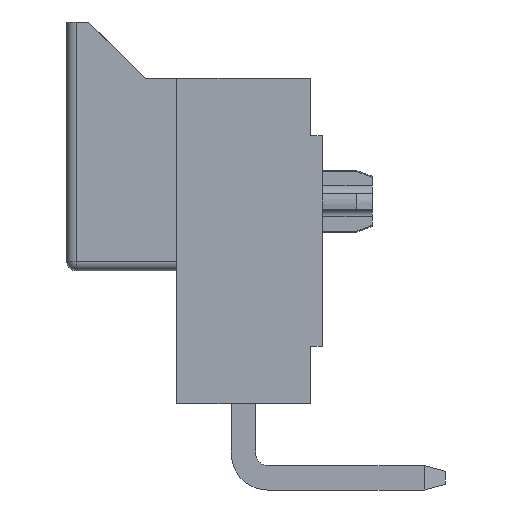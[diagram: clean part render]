
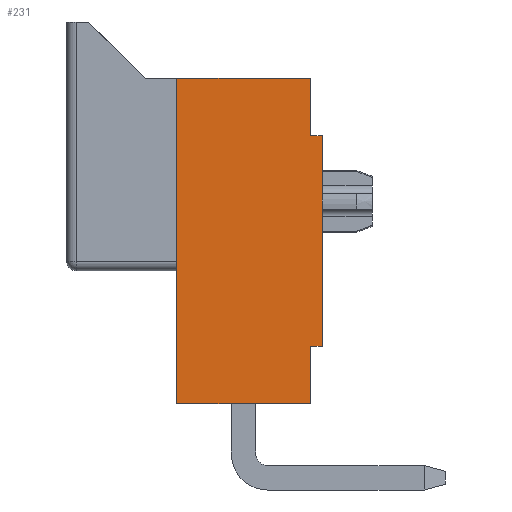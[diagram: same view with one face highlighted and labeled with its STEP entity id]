
A CAD part, left-side view. The second image highlights one B-rep face of the part: STEP entity #231.
In plain terms, the highlighted planar face has unit normal (-1, 0, 0).
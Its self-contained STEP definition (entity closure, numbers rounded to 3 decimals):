
#231 = ADVANCED_FACE( '', ( #574 ), #575, .T. );
#574 = FACE_OUTER_BOUND( '', #972, .T. );
#575 = PLANE( '', #973 );
#972 = EDGE_LOOP( '', ( #2229, #2230, #2231, #2232, #2233, #2234, #2235, #2236 ) );
#973 = AXIS2_PLACEMENT_3D( '', #2237, #2238, #2239 );
#2229 = ORIENTED_EDGE( '', *, *, #3144, .T. );
#2230 = ORIENTED_EDGE( '', *, *, #3049, .F. );
#2231 = ORIENTED_EDGE( '', *, *, #3130, .F. );
#2232 = ORIENTED_EDGE( '', *, *, #2976, .T. );
#2233 = ORIENTED_EDGE( '', *, *, #3145, .T. );
#2234 = ORIENTED_EDGE( '', *, *, #2740, .F. );
#2235 = ORIENTED_EDGE( '', *, *, #3146, .F. );
#2236 = ORIENTED_EDGE( '', *, *, #2972, .T. );
#2237 = CARTESIAN_POINT( '', ( -5.47, -1.74, -4.23 ) );
#2238 = DIRECTION( '', ( -1., 0., 0. ) );
#2239 = DIRECTION( '', ( 0., 0., 1. ) );
#2740 = EDGE_CURVE( '', #3309, #3311, #3312, .T. );
#2972 = EDGE_CURVE( '', #3721, #3719, #3722, .T. );
#2976 = EDGE_CURVE( '', #3713, #3727, #3729, .T. );
#3049 = EDGE_CURVE( '', #3841, #3843, #3844, .T. );
#3130 = EDGE_CURVE( '', #3713, #3841, #3952, .T. );
#3144 = EDGE_CURVE( '', #3719, #3843, #3971, .T. );
#3145 = EDGE_CURVE( '', #3727, #3311, #3972, .T. );
#3146 = EDGE_CURVE( '', #3721, #3309, #3973, .T. );
#3309 = VERTEX_POINT( '', #4208 );
#3311 = VERTEX_POINT( '', #4211 );
#3312 = LINE( '', #4212, #4213 );
#3713 = VERTEX_POINT( '', #4829 );
#3719 = VERTEX_POINT( '', #4839 );
#3721 = VERTEX_POINT( '', #4842 );
#3722 = LINE( '', #4843, #4844 );
#3727 = VERTEX_POINT( '', #4851 );
#3729 = LINE( '', #4854, #4855 );
#3841 = VERTEX_POINT( '', #5026 );
#3843 = VERTEX_POINT( '', #5029 );
#3844 = LINE( '', #5030, #5031 );
#3952 = LINE( '', #5220, #5221 );
#3971 = LINE( '', #5252, #5253 );
#3972 = LINE( '', #5254, #5255 );
#3973 = LINE( '', #5256, #5257 );
#4208 = CARTESIAN_POINT( '', ( -5.47, -2.04, 2.73 ) );
#4211 = CARTESIAN_POINT( '', ( -5.47, -2.04, -2.73 ) );
#4212 = CARTESIAN_POINT( '', ( -5.47, -2.04, 2.73 ) );
#4213 = VECTOR( '', #5406, 1000. );
#4829 = CARTESIAN_POINT( '', ( -5.47, -1.74, -4.23 ) );
#4839 = CARTESIAN_POINT( '', ( -5.47, -1.74, 4.23 ) );
#4842 = CARTESIAN_POINT( '', ( -5.47, -1.74, 2.73 ) );
#4843 = CARTESIAN_POINT( '', ( -5.47, -1.74, 2.73 ) );
#4844 = VECTOR( '', #5700, 1000. );
#4851 = CARTESIAN_POINT( '', ( -5.47, -1.74, -2.73 ) );
#4854 = CARTESIAN_POINT( '', ( -5.47, -1.74, -4.23 ) );
#4855 = VECTOR( '', #5704, 1000. );
#5026 = CARTESIAN_POINT( '', ( -5.47, 1.74, -4.23 ) );
#5029 = CARTESIAN_POINT( '', ( -5.47, 1.74, 4.23 ) );
#5030 = CARTESIAN_POINT( '', ( -5.47, 1.74, -4.23 ) );
#5031 = VECTOR( '', #5806, 1000. );
#5220 = CARTESIAN_POINT( '', ( -5.47, -1.74, -4.23 ) );
#5221 = VECTOR( '', #5900, 1000. );
#5252 = CARTESIAN_POINT( '', ( -5.47, -1.74, 4.23 ) );
#5253 = VECTOR( '', #5916, 1000. );
#5254 = CARTESIAN_POINT( '', ( -5.47, -1.74, -2.73 ) );
#5255 = VECTOR( '', #5917, 1000. );
#5256 = CARTESIAN_POINT( '', ( -5.47, -1.74, 2.73 ) );
#5257 = VECTOR( '', #5918, 1000. );
#5406 = DIRECTION( '', ( 0., 0., -1. ) );
#5700 = DIRECTION( '', ( 0., 0., 1. ) );
#5704 = DIRECTION( '', ( 0., 0., 1. ) );
#5806 = DIRECTION( '', ( 0., 0., 1. ) );
#5900 = DIRECTION( '', ( 0., 1., 0. ) );
#5916 = DIRECTION( '', ( 0., 1., 0. ) );
#5917 = DIRECTION( '', ( 0., -1., 0. ) );
#5918 = DIRECTION( '', ( 0., -1., 0. ) );
